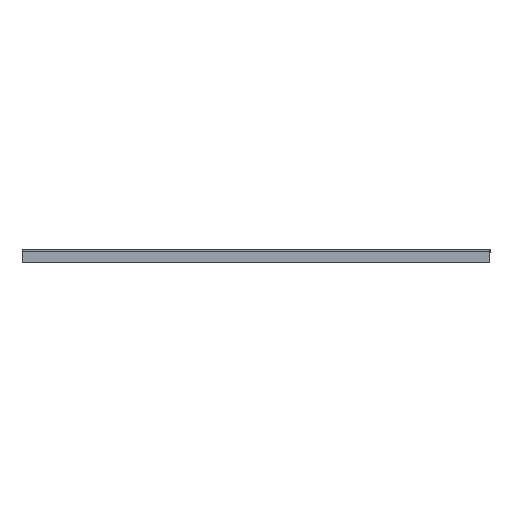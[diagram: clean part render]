
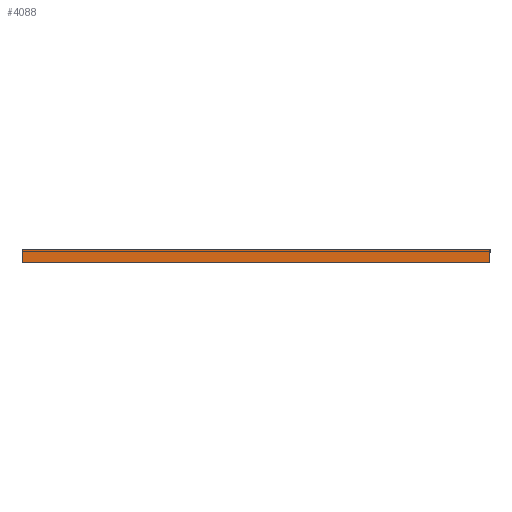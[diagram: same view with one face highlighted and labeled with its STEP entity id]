
A CAD part, left-side view. The second image highlights one B-rep face of the part: STEP entity #4088.
In plain terms, the highlighted planar face has unit normal (-1, 0, 0).
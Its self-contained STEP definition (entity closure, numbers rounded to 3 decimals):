
#88 = VECTOR ( 'NONE', #517, 1000. ) ;
#93 = LINE ( 'NONE', #546, #178 ) ;
#178 = VECTOR ( 'NONE', #1706, 1000. ) ;
#490 = ORIENTED_EDGE ( 'NONE', *, *, #2554, .T. ) ;
#517 = DIRECTION ( 'NONE',  ( 0., 0., 1. ) ) ;
#546 = CARTESIAN_POINT ( 'NONE',  ( 35., 15., 0. ) ) ;
#592 = VECTOR ( 'NONE', #2771, 1000. ) ;
#870 = VERTEX_POINT ( 'NONE', #2167 ) ;
#1216 = EDGE_CURVE ( 'NONE', #3400, #870, #3790, .T. ) ;
#1222 = EDGE_CURVE ( 'NONE', #3168, #3400, #3342, .T. ) ;
#1262 = EDGE_CURVE ( 'NONE', #870, #4334, #93, .T. ) ;
#1366 = DIRECTION ( 'NONE',  ( 0., 1., 0. ) ) ;
#1497 = FACE_OUTER_BOUND ( 'NONE', #4996, .T. ) ;
#1706 = DIRECTION ( 'NONE',  ( 0., -1., 0. ) ) ;
#1898 = CARTESIAN_POINT ( 'NONE',  ( 35., 15., -2.5 ) ) ;
#1978 = DIRECTION ( 'NONE',  ( 0., -1., 0. ) ) ;
#2086 = ORIENTED_EDGE ( 'NONE', *, *, #1222, .F. ) ;
#2167 = CARTESIAN_POINT ( 'NONE',  ( 35., 785., 0. ) ) ;
#2241 = ORIENTED_EDGE ( 'NONE', *, *, #1262, .F. ) ;
#2554 = EDGE_CURVE ( 'NONE', #3168, #4334, #3959, .T. ) ;
#2771 = DIRECTION ( 'NONE',  ( 0., 0., 1. ) ) ;
#3168 = VERTEX_POINT ( 'NONE', #4581 ) ;
#3342 = LINE ( 'NONE', #3366, #4137 ) ;
#3366 = CARTESIAN_POINT ( 'NONE',  ( 35., 785., -20. ) ) ;
#3400 = VERTEX_POINT ( 'NONE', #5111 ) ;
#3563 = CARTESIAN_POINT ( 'NONE',  ( 35., 15., -2.5 ) ) ;
#3629 = CARTESIAN_POINT ( 'NONE',  ( 35., 15., 0. ) ) ;
#3790 = LINE ( 'NONE', #4979, #88 ) ;
#3952 = PLANE ( 'NONE',  #3991 ) ;
#3959 = LINE ( 'NONE', #3563, #592 ) ;
#3991 = AXIS2_PLACEMENT_3D ( 'NONE', #1898, #5171, #1978 ) ;
#4088 = ADVANCED_FACE ( 'NONE', ( #1497 ), #3952, .T. ) ;
#4137 = VECTOR ( 'NONE', #1366, 1000. ) ;
#4334 = VERTEX_POINT ( 'NONE', #3629 ) ;
#4581 = CARTESIAN_POINT ( 'NONE',  ( 35., 15., -20. ) ) ;
#4853 = ORIENTED_EDGE ( 'NONE', *, *, #1216, .F. ) ;
#4979 = CARTESIAN_POINT ( 'NONE',  ( 35., 785., -2.5 ) ) ;
#4996 = EDGE_LOOP ( 'NONE', ( #2241, #4853, #2086, #490 ) ) ;
#5111 = CARTESIAN_POINT ( 'NONE',  ( 35., 785., -20. ) ) ;
#5171 = DIRECTION ( 'NONE',  ( -1., 0., 0. ) ) ;
